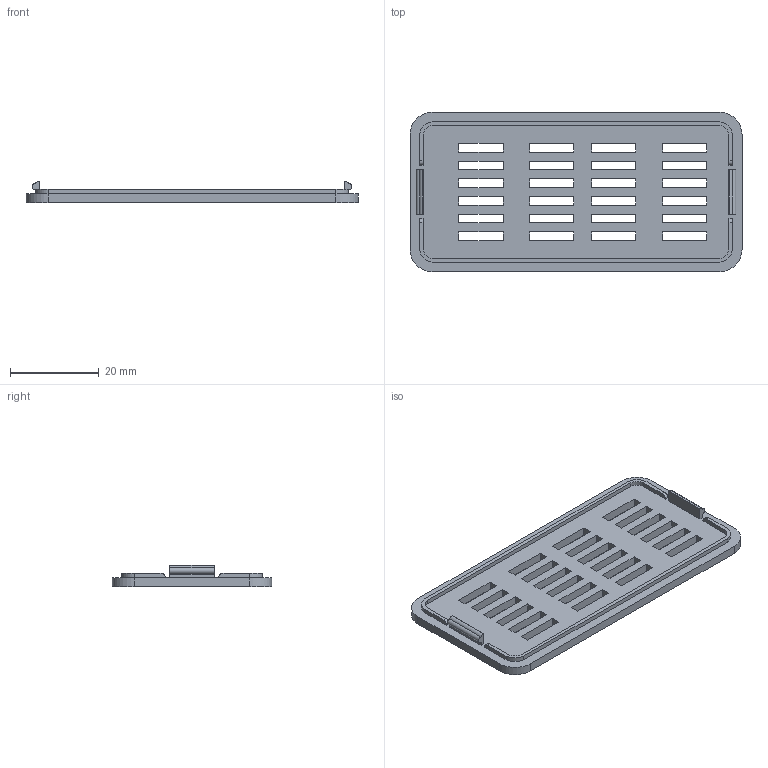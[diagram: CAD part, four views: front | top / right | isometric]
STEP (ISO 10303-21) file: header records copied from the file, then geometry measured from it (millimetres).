
FILE_DESCRIPTION(/* description */ ('STEP AP242','CAx-IF Rec.Pracs.---Representation and Presentation of Product Manufacturing Information (PMI)---4.0---2014-10-13','CAx-IF Rec.Pracs.---3D Tessellated Geometry---0.4---2014-09-14','2;1'),/* implementation_level */ '2;1');
FILE_NAME(/* name */ '6591beb38725f6147bd7d2cb',/* time_stamp */ '2023-12-31T19:19:16Z',/* author */ (''),/* organization */ (''),/* preprocessor_version */ 'ST-DEVELOPER v19.4',/* originating_system */ ' ',/* authorisation */ ' ');
FILE_SCHEMA (('AP242_MANAGED_MODEL_BASED_3D_ENGINEERING_MIM_LF { 1 0 10303 442 1 1 4 }'));
Length unit declared in the file: metre
Products named in the file (1): Part 1
Bounding box: 75 x 36 x 4.8 mm (x, y, z)
Volume: 4594.9 mm3; surface area: 6457.4 mm2
Topology: 1 solids, 1 shells, 146 faces, 420 edges, 280 vertices
Faces by surface type: plane 126, cylinder 20
Entity records: 4844 total; most frequent: CARTESIAN_POINT 847, ORIENTED_EDGE 840, DIRECTION 754, EDGE_CURVE 420, LINE 380, VECTOR 380, VERTEX_POINT 280, EDGE_LOOP 198
